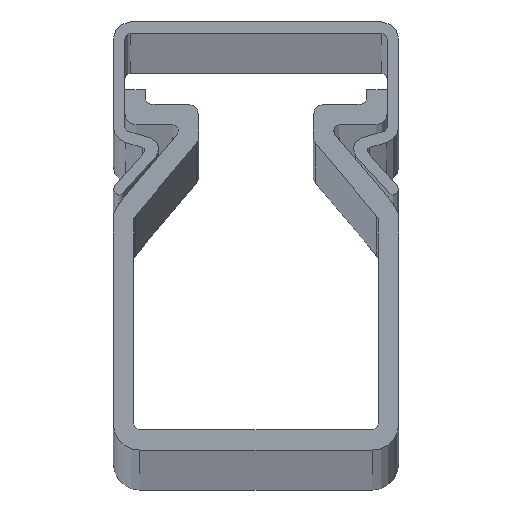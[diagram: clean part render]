
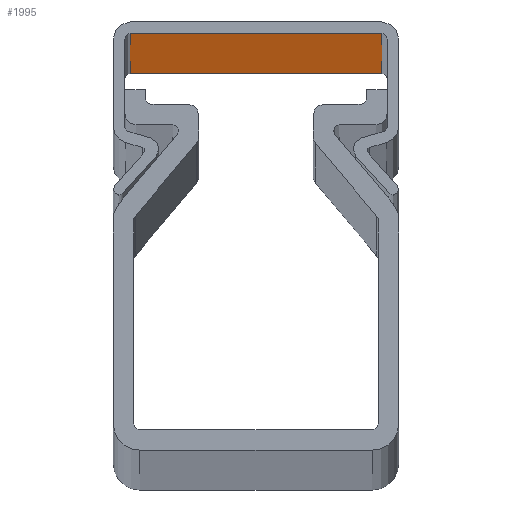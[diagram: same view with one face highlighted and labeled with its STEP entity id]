
A CAD part, top view. The second image highlights one B-rep face of the part: STEP entity #1995.
In plain terms, the highlighted face is planar.
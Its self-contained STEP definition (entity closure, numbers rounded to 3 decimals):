
#62 = LINE ( 'NONE', #1465, #793 ) ;
#100 = EDGE_LOOP ( 'NONE', ( #2131, #499, #1185, #2502 ) ) ;
#149 = CARTESIAN_POINT ( 'NONE',  ( 1999.997, 11.5, 74.066 ) ) ;
#209 = PLANE ( 'NONE',  #1227 ) ;
#224 = DIRECTION ( 'NONE',  ( -1., 0., 0. ) ) ;
#272 = VECTOR ( 'NONE', #2532, 1000. ) ;
#285 = CARTESIAN_POINT ( 'NONE',  ( 0., 11.5, 74.066 ) ) ;
#499 = ORIENTED_EDGE ( 'NONE', *, *, #3073, .F. ) ;
#727 = VECTOR ( 'NONE', #1742, 1000. ) ;
#780 = VERTEX_POINT ( 'NONE', #149 ) ;
#793 = VECTOR ( 'NONE', #1441, 1000. ) ;
#897 = EDGE_CURVE ( 'NONE', #2972, #780, #1386, .T. ) ;
#1066 = CARTESIAN_POINT ( 'NONE',  ( 500., -10.5, 74.066 ) ) ;
#1114 = FACE_OUTER_BOUND ( 'NONE', #100, .T. ) ;
#1155 = CARTESIAN_POINT ( 'NONE',  ( 0., -7.978, 74.066 ) ) ;
#1185 = ORIENTED_EDGE ( 'NONE', *, *, #2955, .T. ) ;
#1227 = AXIS2_PLACEMENT_3D ( 'NONE', #1066, #1276, #224 ) ;
#1276 = DIRECTION ( 'NONE',  ( 0., 0., -1. ) ) ;
#1308 = CARTESIAN_POINT ( 'NONE',  ( 0., -10.5, 74.066 ) ) ;
#1314 = CARTESIAN_POINT ( 'NONE',  ( 500., 11.5, 74.066 ) ) ;
#1315 = CARTESIAN_POINT ( 'NONE',  ( 1999.997, -10.5, 74.066 ) ) ;
#1373 = VERTEX_POINT ( 'NONE', #1308 ) ;
#1386 = LINE ( 'NONE', #1314, #727 ) ;
#1441 = DIRECTION ( 'NONE',  ( 0., 1., 0. ) ) ;
#1465 = CARTESIAN_POINT ( 'NONE',  ( 1999.997, -10.5, 74.066 ) ) ;
#1530 = VERTEX_POINT ( 'NONE', #1315 ) ;
#1687 = CARTESIAN_POINT ( 'NONE',  ( 500., -10.5, 74.066 ) ) ;
#1742 = DIRECTION ( 'NONE',  ( 1., 0., 0. ) ) ;
#1995 = ADVANCED_FACE ( 'NONE', ( #1114 ), #209, .T. ) ;
#2131 = ORIENTED_EDGE ( 'NONE', *, *, #897, .T. ) ;
#2132 = LINE ( 'NONE', #1155, #2887 ) ;
#2502 = ORIENTED_EDGE ( 'NONE', *, *, #3443, .F. ) ;
#2532 = DIRECTION ( 'NONE',  ( -1., 0., 0. ) ) ;
#2887 = VECTOR ( 'NONE', #3137, 1000. ) ;
#2955 = EDGE_CURVE ( 'NONE', #1530, #1373, #3452, .T. ) ;
#2972 = VERTEX_POINT ( 'NONE', #285 ) ;
#3073 = EDGE_CURVE ( 'NONE', #1530, #780, #62, .T. ) ;
#3137 = DIRECTION ( 'NONE',  ( 0., -1., 0. ) ) ;
#3443 = EDGE_CURVE ( 'NONE', #2972, #1373, #2132, .T. ) ;
#3452 = LINE ( 'NONE', #1687, #272 ) ;
